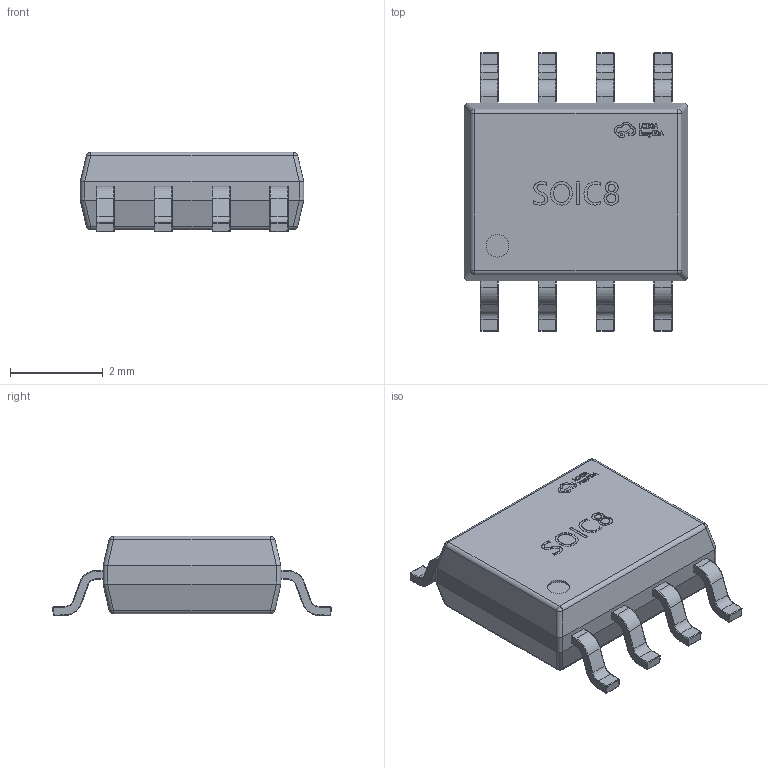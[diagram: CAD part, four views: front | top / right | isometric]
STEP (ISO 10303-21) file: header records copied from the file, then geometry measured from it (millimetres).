
FILE_DESCRIPTION (( 'STEP AP214' ), '1' );
FILE_NAME ('SOIC-8_L5.0-W4.0-P1.27-LS6.0-BL.STEP', '2023-05-11T12:37:24', ( '' ), ( '' ), 'SwSTEP 2.0', 'SolidWorks 2019', '' );
FILE_SCHEMA (( 'AUTOMOTIVE_DESIGN' ));
Length unit declared in the file: millimetre
Products named in the file (4): COMPOUND_2; U1; SOIC-8_L5.0-W4.0-P1.27-LS6.0-BL
Assembly tree (3 placements, depth 4):
  SOIC-8_L5.0-W4.0-P1.27-LS6.0-BL
    U1
      SOIC-8_L5.0-W4.0-P1.27-LS6.0-BL
        COMPOUND_2
Bounding box: 4.82 x 6 x 1.72 mm (x, y, z)
Volume: 30.1 mm3; surface area: 75.3 mm2
Topology: 22 solids, 22 shells, 755 faces, 1865 edges, 1086 vertices
Faces by surface type: plane 285, bspline 284, cylinder 186
Entity records: 35253 total; most frequent: CARTESIAN_POINT 10964, ORIENTED_EDGE 3562, DIRECTION 2707, EDGE_CURVE 1781, VERTEX_POINT 1086, LINE 973, VECTOR 973, AXIS2_PLACEMENT_3D 867
